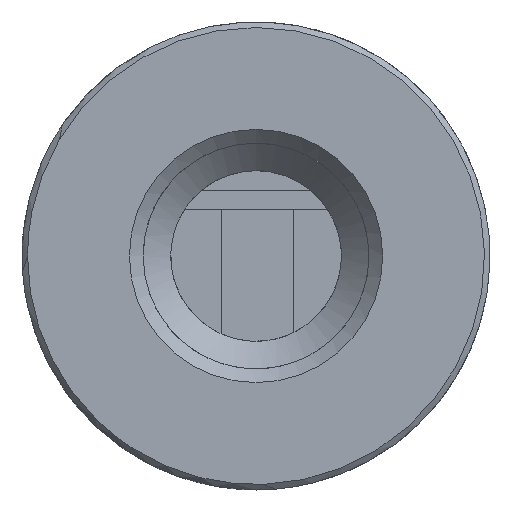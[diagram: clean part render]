
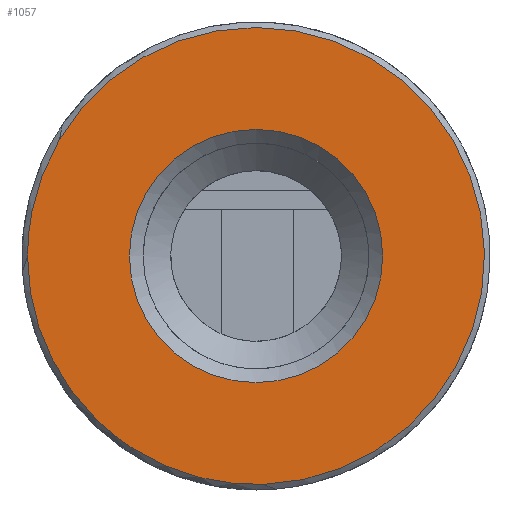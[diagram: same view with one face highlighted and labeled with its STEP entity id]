
A CAD part, front view. The second image highlights one B-rep face of the part: STEP entity #1057.
In plain terms, the highlighted planar face has unit normal (0, -1, 0).
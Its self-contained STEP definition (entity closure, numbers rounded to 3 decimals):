
#16=FACE_BOUND('',#309,.T.);
#42=CIRCLE('',#1078,8.3);
#43=CIRCLE('',#1080,4.6);
#86=ELLIPSE('',#1076,8.3,8.3);
#91=ELLIPSE('',#1121,10.837,9.503);
#92=ELLIPSE('',#1123,12.698,10.297);
#245=FACE_OUTER_BOUND('',#308,.T.);
#308=EDGE_LOOP('',(#979,#980,#981,#982));
#309=EDGE_LOOP('',(#983));
#411=VERTEX_POINT('',#1481);
#413=VERTEX_POINT('',#1495);
#415=VERTEX_POINT('',#1503);
#417=VERTEX_POINT('',#1534);
#418=VERTEX_POINT('',#1541);
#516=EDGE_CURVE('',#411,#413,#86,.T.);
#520=EDGE_CURVE('',#415,#417,#42,.T.);
#521=EDGE_CURVE('',#418,#418,#43,.T.);
#603=EDGE_CURVE('',#413,#415,#91,.T.);
#604=EDGE_CURVE('',#417,#411,#92,.T.);
#979=ORIENTED_EDGE('',*,*,#516,.T.);
#980=ORIENTED_EDGE('',*,*,#603,.T.);
#981=ORIENTED_EDGE('',*,*,#520,.T.);
#982=ORIENTED_EDGE('',*,*,#604,.T.);
#983=ORIENTED_EDGE('',*,*,#521,.T.);
#995=PLANE('',#1182);
#1057=ADVANCED_FACE('',(#245,#16),#995,.F.);
#1076=AXIS2_PLACEMENT_3D('',#1500,#1205,#1206);
#1078=AXIS2_PLACEMENT_3D('',#1539,#1209,#1210);
#1080=AXIS2_PLACEMENT_3D('',#1542,#1213,#1214);
#1121=AXIS2_PLACEMENT_3D('',#2372,#1298,#1299);
#1123=AXIS2_PLACEMENT_3D('',#2374,#1302,#1303);
#1182=AXIS2_PLACEMENT_3D('',#2497,#1449,#1450);
#1205=DIRECTION('center_axis',(0.,-1.,0.));
#1206=DIRECTION('ref_axis',(0.93,0.,0.369));
#1209=DIRECTION('center_axis',(0.,-1.,0.));
#1210=DIRECTION('ref_axis',(0.891,0.,0.454));
#1213=DIRECTION('center_axis',(0.,1.,0.));
#1214=DIRECTION('ref_axis',(0.,0.,-1.));
#1298=DIRECTION('center_axis',(0.,-1.,0.));
#1299=DIRECTION('ref_axis',(0.264,0.,0.965));
#1302=DIRECTION('center_axis',(0.,-1.,0.));
#1303=DIRECTION('ref_axis',(0.964,0.,-0.264));
#1449=DIRECTION('center_axis',(0.,1.,0.));
#1450=DIRECTION('ref_axis',(0.,0.,1.));
#1481=CARTESIAN_POINT('',(41.699,31.001,43.998));
#1495=CARTESIAN_POINT('',(45.533,31.001,37.003));
#1500=CARTESIAN_POINT('Origin',(50.,31.,44.));
#1503=CARTESIAN_POINT('',(50.279,31.001,35.704));
#1534=CARTESIAN_POINT('',(42.859,31.001,48.231));
#1539=CARTESIAN_POINT('Origin',(50.,31.,44.));
#1541=CARTESIAN_POINT('',(50.,31.,48.6));
#1542=CARTESIAN_POINT('Origin',(50.,31.,44.));
#2372=CARTESIAN_POINT('Origin',(50.671,31.,46.448));
#2374=CARTESIAN_POINT('Origin',(54.243,31.,42.837));
#2497=CARTESIAN_POINT('Origin',(50.,31.,44.));
